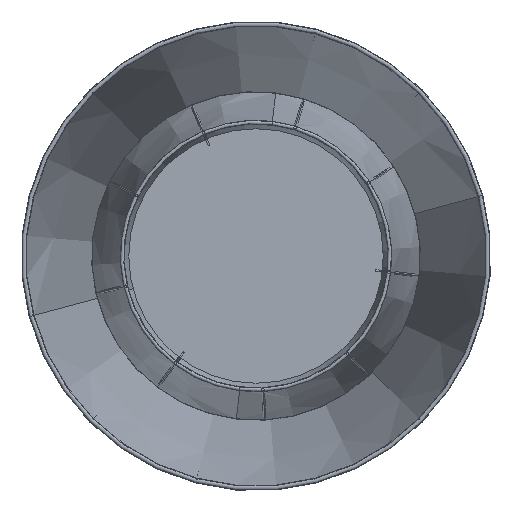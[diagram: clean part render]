
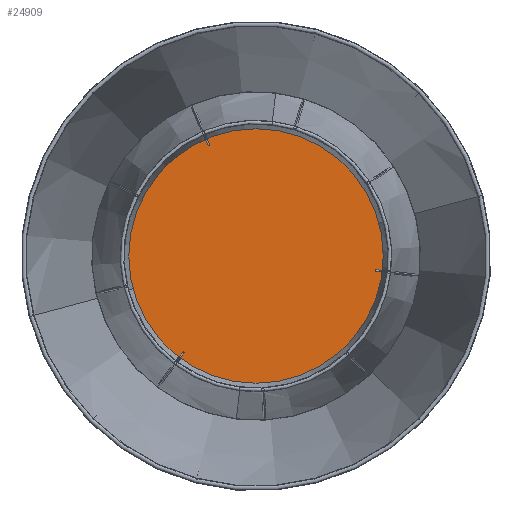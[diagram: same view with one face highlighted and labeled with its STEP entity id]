
A CAD part, front view. The second image highlights one B-rep face of the part: STEP entity #24909.
In plain terms, the highlighted planar face has unit normal (0, -1, 0).
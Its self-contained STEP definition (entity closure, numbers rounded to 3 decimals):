
#871 = CIRCLE ( 'NONE', #25579, 190. ) ;
#1078 = EDGE_LOOP ( 'NONE', ( #22335, #12837 ) ) ;
#3835 = DIRECTION ( 'NONE',  ( 0., 0., -1. ) ) ;
#7055 = PLANE ( 'NONE',  #23347 ) ;
#8297 = VERTEX_POINT ( 'NONE', #21447 ) ;
#11755 = DIRECTION ( 'NONE',  ( 0., -1., 0. ) ) ;
#11912 = AXIS2_PLACEMENT_3D ( 'NONE', #19014, #27747, #3835 ) ;
#12837 = ORIENTED_EDGE ( 'NONE', *, *, #14223, .T. ) ;
#14051 = FACE_OUTER_BOUND ( 'NONE', #1078, .T. ) ;
#14223 = EDGE_CURVE ( 'NONE', #16324, #8297, #871, .T. ) ;
#16040 = DIRECTION ( 'NONE',  ( 0., 0., -1. ) ) ;
#16324 = VERTEX_POINT ( 'NONE', #22709 ) ;
#16450 = CARTESIAN_POINT ( 'NONE',  ( 0., -2., 0. ) ) ;
#16729 = DIRECTION ( 'NONE',  ( 0., -1., 0. ) ) ;
#19014 = CARTESIAN_POINT ( 'NONE',  ( 0., -2., 0. ) ) ;
#20609 = CIRCLE ( 'NONE', #11912, 190. ) ;
#21048 = DIRECTION ( 'NONE',  ( 0., 0., -1. ) ) ;
#21447 = CARTESIAN_POINT ( 'NONE',  ( 0., -2., 190. ) ) ;
#22335 = ORIENTED_EDGE ( 'NONE', *, *, #23210, .T. ) ;
#22709 = CARTESIAN_POINT ( 'NONE',  ( 0., -2., -190. ) ) ;
#23210 = EDGE_CURVE ( 'NONE', #8297, #16324, #20609, .T. ) ;
#23347 = AXIS2_PLACEMENT_3D ( 'NONE', #26801, #11755, #16040 ) ;
#24909 = ADVANCED_FACE ( 'NONE', ( #14051 ), #7055, .T. ) ;
#25579 = AXIS2_PLACEMENT_3D ( 'NONE', #16450, #16729, #21048 ) ;
#26801 = CARTESIAN_POINT ( 'NONE',  ( 0., -2., 0. ) ) ;
#27747 = DIRECTION ( 'NONE',  ( 0., -1., 0. ) ) ;
